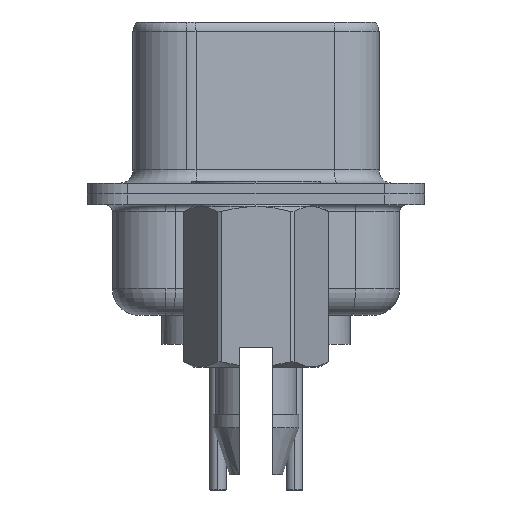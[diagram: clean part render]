
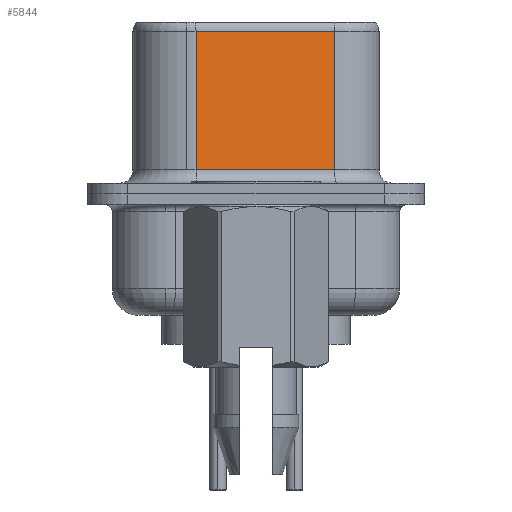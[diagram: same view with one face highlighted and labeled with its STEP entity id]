
A CAD part, left-side view. The second image highlights one B-rep face of the part: STEP entity #5844.
In plain terms, the highlighted planar face has unit normal (-0.985, -0.174, 0).
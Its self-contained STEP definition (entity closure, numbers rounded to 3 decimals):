
#521 = EDGE_CURVE ( 'NONE', #21749, #2876, #22008, .T. ) ;
#1251 = VERTEX_POINT ( 'NONE', #20760 ) ;
#1370 = DIRECTION ( 'NONE',  ( 0.174, -0.985, 0. ) ) ;
#2876 = VERTEX_POINT ( 'NONE', #3944 ) ;
#3280 = DIRECTION ( 'NONE',  ( -0.174, 0.985, 0. ) ) ;
#3803 = CARTESIAN_POINT ( 'NONE',  ( 3.67, 2.233, 6.05 ) ) ;
#3944 = CARTESIAN_POINT ( 'NONE',  ( 4.58, -2.927, 0.9 ) ) ;
#4445 = VECTOR ( 'NONE', #25378, 1000. ) ;
#5844 = ADVANCED_FACE ( 'NONE', ( #15135 ), #15399, .F. ) ;
#7015 = CARTESIAN_POINT ( 'NONE',  ( 4.58, -2.927, 6.55 ) ) ;
#9368 = VECTOR ( 'NONE', #19061, 1000. ) ;
#10240 = EDGE_CURVE ( 'NONE', #1251, #17012, #17734, .T. ) ;
#11992 = CARTESIAN_POINT ( 'NONE',  ( 4.58, -2.927, 6.05 ) ) ;
#12042 = VECTOR ( 'NONE', #25989, 1000. ) ;
#13057 = ORIENTED_EDGE ( 'NONE', *, *, #23484, .F. ) ;
#13403 = CARTESIAN_POINT ( 'NONE',  ( 4.58, -2.927, 6.55 ) ) ;
#15135 = FACE_OUTER_BOUND ( 'NONE', #18722, .T. ) ;
#15293 = VECTOR ( 'NONE', #1370, 1000. ) ;
#15399 = PLANE ( 'NONE',  #23128 ) ;
#15905 = EDGE_CURVE ( 'NONE', #17012, #21749, #23042, .T. ) ;
#16803 = ORIENTED_EDGE ( 'NONE', *, *, #521, .T. ) ;
#17012 = VERTEX_POINT ( 'NONE', #3803 ) ;
#17471 = ORIENTED_EDGE ( 'NONE', *, *, #15905, .T. ) ;
#17734 = LINE ( 'NONE', #11992, #12042 ) ;
#18496 = ORIENTED_EDGE ( 'NONE', *, *, #10240, .T. ) ;
#18722 = EDGE_LOOP ( 'NONE', ( #13057, #18496, #17471, #16803 ) ) ;
#19061 = DIRECTION ( 'NONE',  ( 0., 0., -1. ) ) ;
#20760 = CARTESIAN_POINT ( 'NONE',  ( 4.58, -2.927, 6.05 ) ) ;
#21592 = CARTESIAN_POINT ( 'NONE',  ( 3.67, 2.233, 0.9 ) ) ;
#21749 = VERTEX_POINT ( 'NONE', #21592 ) ;
#22008 = LINE ( 'NONE', #23482, #15293 ) ;
#23042 = LINE ( 'NONE', #23576, #9368 ) ;
#23128 = AXIS2_PLACEMENT_3D ( 'NONE', #13403, #25249, #3280 ) ;
#23482 = CARTESIAN_POINT ( 'NONE',  ( 4.58, -2.927, 0.9 ) ) ;
#23484 = EDGE_CURVE ( 'NONE', #1251, #2876, #25513, .T. ) ;
#23576 = CARTESIAN_POINT ( 'NONE',  ( 3.67, 2.233, 6.55 ) ) ;
#25249 = DIRECTION ( 'NONE',  ( 0.985, 0.174, 0. ) ) ;
#25378 = DIRECTION ( 'NONE',  ( 0., 0., -1. ) ) ;
#25513 = LINE ( 'NONE', #7015, #4445 ) ;
#25989 = DIRECTION ( 'NONE',  ( -0.174, 0.985, 0. ) ) ;
